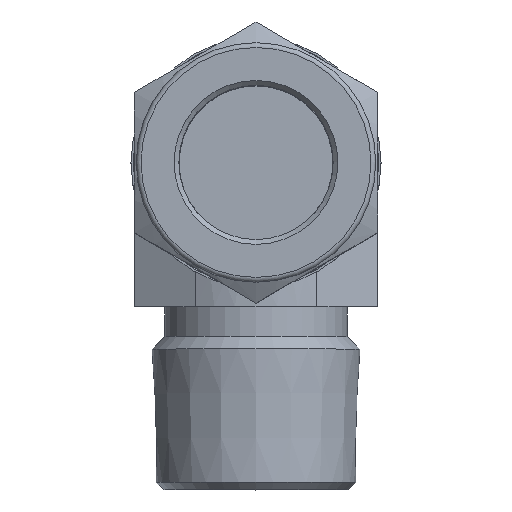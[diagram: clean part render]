
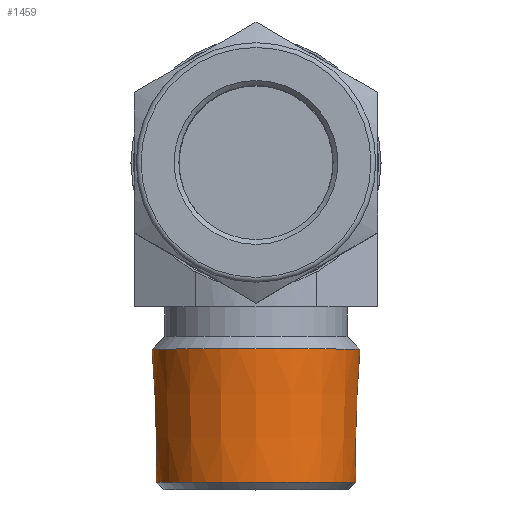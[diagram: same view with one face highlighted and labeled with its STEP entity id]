
A CAD part, top view. The second image highlights one B-rep face of the part: STEP entity #1459.
In plain terms, the highlighted conical face has half-angle 1.79 degrees and reference radius 10.635 mm.
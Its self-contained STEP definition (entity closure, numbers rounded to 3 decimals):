
#39=CONICAL_SURFACE('',#1640,10.635,0.031);
#140=CIRCLE('',#1639,10.853);
#141=CIRCLE('',#1641,10.418);
#221=FACE_OUTER_BOUND('',#330,.T.);
#330=EDGE_LOOP('',(#1194,#1195,#1196,#1197));
#419=LINE('',#2490,#522);
#522=VECTOR('',#2001,10.635);
#680=VERTEX_POINT('',#2484);
#681=VERTEX_POINT('',#2488);
#857=EDGE_CURVE('',#680,#680,#140,.T.);
#859=EDGE_CURVE('',#681,#681,#141,.T.);
#860=EDGE_CURVE('',#681,#680,#419,.T.);
#1194=ORIENTED_EDGE('',*,*,#859,.F.);
#1195=ORIENTED_EDGE('',*,*,#860,.T.);
#1196=ORIENTED_EDGE('',*,*,#857,.T.);
#1197=ORIENTED_EDGE('',*,*,#860,.F.);
#1459=ADVANCED_FACE('',(#221),#39,.T.);
#1639=AXIS2_PLACEMENT_3D('',#2485,#1994,#1995);
#1640=AXIS2_PLACEMENT_3D('',#2487,#1997,#1998);
#1641=AXIS2_PLACEMENT_3D('',#2489,#1999,#2000);
#1994=DIRECTION('center_axis',(0.,-1.,0.));
#1995=DIRECTION('ref_axis',(1.,0.,0.));
#1997=DIRECTION('center_axis',(0.,1.,0.));
#1998=DIRECTION('ref_axis',(0.,0.,-1.));
#1999=DIRECTION('center_axis',(0.,-1.,0.));
#2000=DIRECTION('ref_axis',(1.,0.,0.));
#2001=DIRECTION('',(0.,1.,0.031));
#2484=CARTESIAN_POINT('',(0.,-19.413,10.853));
#2485=CARTESIAN_POINT('Origin',(0.,-19.413,0.));
#2487=CARTESIAN_POINT('Origin',(0.,-26.376,0.));
#2488=CARTESIAN_POINT('',(0.,-33.338,10.418));
#2489=CARTESIAN_POINT('Origin',(0.,-33.338,0.));
#2490=CARTESIAN_POINT('',(0.,-26.376,10.635));
